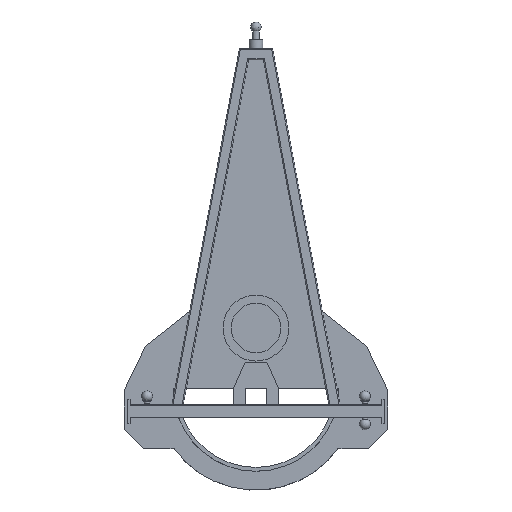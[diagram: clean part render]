
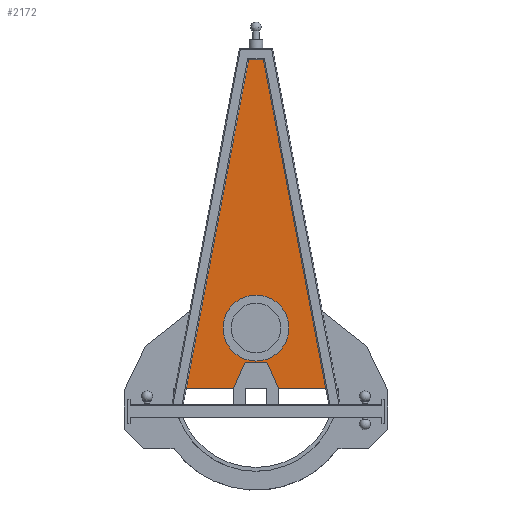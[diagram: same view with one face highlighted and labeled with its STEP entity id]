
A CAD part, top view. The second image highlights one B-rep face of the part: STEP entity #2172.
In plain terms, the highlighted planar face has unit normal (0, 0, 1).
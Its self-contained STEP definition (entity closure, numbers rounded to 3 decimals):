
#62=FACE_BOUND('',#355,.T.);
#122=PLANE('',#2377);
#223=FACE_OUTER_BOUND('',#354,.T.);
#354=EDGE_LOOP('',(#1872,#1873,#1874,#1875,#1876,#1877,#1878,#1879));
#355=EDGE_LOOP('',(#1880));
#524=LINE('',#3451,#743);
#530=LINE('',#3463,#749);
#575=LINE('',#3558,#794);
#583=LINE('',#3582,#802);
#586=LINE('',#3605,#805);
#587=LINE('',#3607,#806);
#588=LINE('',#3608,#807);
#589=LINE('',#3609,#808);
#743=VECTOR('',#2772,10.);
#749=VECTOR('',#2778,10.);
#794=VECTOR('',#2873,10.);
#802=VECTOR('',#2901,10.);
#805=VECTOR('',#2930,10.);
#806=VECTOR('',#2931,10.);
#807=VECTOR('',#2932,10.);
#808=VECTOR('',#2933,10.);
#880=CIRCLE('',#2378,240.);
#1033=VERTEX_POINT('',#3448);
#1034=VERTEX_POINT('',#3450);
#1039=VERTEX_POINT('',#3460);
#1040=VERTEX_POINT('',#3462);
#1063=VERTEX_POINT('',#3552);
#1071=VERTEX_POINT('',#3581);
#1078=VERTEX_POINT('',#3604);
#1079=VERTEX_POINT('',#3606);
#1080=VERTEX_POINT('',#3610);
#1285=EDGE_CURVE('',#1034,#1033,#524,.T.);
#1291=EDGE_CURVE('',#1040,#1039,#530,.T.);
#1343=EDGE_CURVE('',#1063,#1040,#575,.T.);
#1355=EDGE_CURVE('',#1071,#1033,#583,.T.);
#1365=EDGE_CURVE('',#1039,#1078,#586,.T.);
#1366=EDGE_CURVE('',#1078,#1079,#587,.T.);
#1367=EDGE_CURVE('',#1079,#1034,#588,.T.);
#1368=EDGE_CURVE('',#1063,#1071,#589,.T.);
#1369=EDGE_CURVE('',#1080,#1080,#880,.T.);
#1872=ORIENTED_EDGE('',*,*,#1365,.T.);
#1873=ORIENTED_EDGE('',*,*,#1366,.T.);
#1874=ORIENTED_EDGE('',*,*,#1367,.T.);
#1875=ORIENTED_EDGE('',*,*,#1285,.T.);
#1876=ORIENTED_EDGE('',*,*,#1355,.F.);
#1877=ORIENTED_EDGE('',*,*,#1368,.F.);
#1878=ORIENTED_EDGE('',*,*,#1343,.T.);
#1879=ORIENTED_EDGE('',*,*,#1291,.T.);
#1880=ORIENTED_EDGE('',*,*,#1369,.T.);
#2172=ADVANCED_FACE('',(#223,#62),#122,.T.);
#2377=AXIS2_PLACEMENT_3D('',#3603,#2928,#2929);
#2378=AXIS2_PLACEMENT_3D('',#3611,#2934,#2935);
#2772=DIRECTION('',(1.,0.,0.));
#2778=DIRECTION('',(1.,0.,0.));
#2873=DIRECTION('',(-0.187,-0.982,0.));
#2901=DIRECTION('',(0.187,-0.982,0.));
#2928=DIRECTION('center_axis',(0.,0.,
1.));
#2929=DIRECTION('ref_axis',(1.,0.,0.));
#2930=DIRECTION('',(0.408,0.913,0.));
#2931=DIRECTION('',(1.,0.,0.));
#2932=DIRECTION('',(0.408,-0.913,0.));
#2933=DIRECTION('',(1.,0.,0.));
#2934=DIRECTION('center_axis',(0.,0.,
-1.));
#2935=DIRECTION('ref_axis',(-1.,0.,0.));
#3448=CARTESIAN_POINT('',(507.515,-1200.225,-25.));
#3450=CARTESIAN_POINT('',(165.,-1200.225,-25.));
#3451=CARTESIAN_POINT('',(-602.497,-1200.225,-25.));
#3460=CARTESIAN_POINT('',(-165.,-1200.225,-25.));
#3462=CARTESIAN_POINT('',(-507.515,-1200.225,-25.));
#3463=CARTESIAN_POINT('',(-602.497,-1200.225,-25.));
#3552=CARTESIAN_POINT('',(-52.336,1197.275,-25.));
#3558=CARTESIAN_POINT('',(-268.476,58.829,-25.));
#3581=CARTESIAN_POINT('',(52.336,1197.275,-25.));
#3582=CARTESIAN_POINT('',(300.31,-108.845,-25.));
#3603=CARTESIAN_POINT('Origin',(-300.875,-497.317,-25.));
#3604=CARTESIAN_POINT('',(-80.,-1010.225,-25.));
#3605=CARTESIAN_POINT('',(-2.82,-837.705,-25.));
#3606=CARTESIAN_POINT('',(80.,-1010.225,-25.));
#3607=CARTESIAN_POINT('',(-110.437,-1010.225,-25.));
#3608=CARTESIAN_POINT('',(-4.855,-820.55,-25.));
#3609=CARTESIAN_POINT('',(-79.285,1197.275,-25.));
#3610=CARTESIAN_POINT('',(240.,-762.125,-25.));
#3611=CARTESIAN_POINT('Origin',(0.,-762.125,
-25.));
